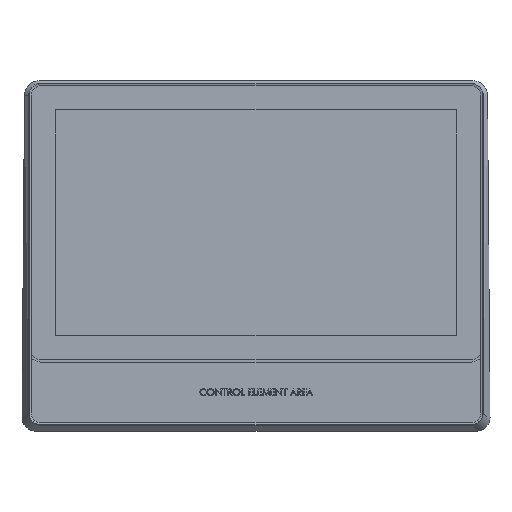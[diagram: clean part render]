
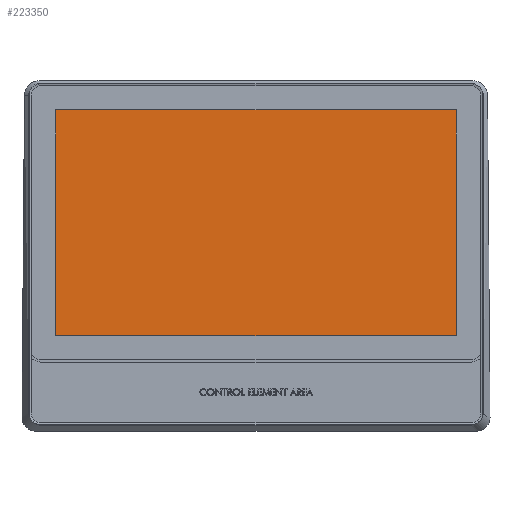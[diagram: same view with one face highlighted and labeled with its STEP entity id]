
A CAD part, top view. The second image highlights one B-rep face of the part: STEP entity #223350.
In plain terms, the highlighted planar face has unit normal (0, 0, 1).
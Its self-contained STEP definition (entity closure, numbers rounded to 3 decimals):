
#2232 = DIRECTION ( 'NONE',  ( 1., 0., 0. ) ) ;
#2632 = VERTEX_POINT ( 'NONE', #24153 ) ;
#6890 = DIRECTION ( 'NONE',  ( -1., 0., 0. ) ) ;
#8594 = DIRECTION ( 'NONE',  ( 0., -1., 0. ) ) ;
#10884 = CARTESIAN_POINT ( 'NONE',  ( -204.4, -115.2, 0.09 ) ) ;
#14106 = EDGE_CURVE ( 'NONE', #205077, #40880, #65057, .T. ) ;
#24153 = CARTESIAN_POINT ( 'NONE',  ( -204.4, 115.2, 0.09 ) ) ;
#33684 = CARTESIAN_POINT ( 'NONE',  ( 204.4, -115.2, 0.09 ) ) ;
#36972 = ORIENTED_EDGE ( 'NONE', *, *, #245288, .T. ) ;
#40482 = EDGE_CURVE ( 'NONE', #40880, #2632, #187111, .T. ) ;
#40880 = VERTEX_POINT ( 'NONE', #212424 ) ;
#41551 = CARTESIAN_POINT ( 'NONE',  ( 0., 0., 0.09 ) ) ;
#44454 = VECTOR ( 'NONE', #8594, 1000. ) ;
#65057 = LINE ( 'NONE', #165107, #69111 ) ;
#69111 = VECTOR ( 'NONE', #225529, 1000. ) ;
#78026 = VECTOR ( 'NONE', #6890, 1000. ) ;
#79143 = CARTESIAN_POINT ( 'NONE',  ( -204.4, -115.2, 0.09 ) ) ;
#83566 = LINE ( 'NONE', #203264, #44454 ) ;
#98873 = LINE ( 'NONE', #79143, #138897 ) ;
#138897 = VECTOR ( 'NONE', #239593, 1000. ) ;
#141197 = VERTEX_POINT ( 'NONE', #10884 ) ;
#141497 = AXIS2_PLACEMENT_3D ( 'NONE', #41551, #166596, #2232 ) ;
#165107 = CARTESIAN_POINT ( 'NONE',  ( 204.4, -115.2, 0.09 ) ) ;
#165267 = PLANE ( 'NONE',  #141497 ) ;
#166596 = DIRECTION ( 'NONE',  ( 0., 0., 1. ) ) ;
#167508 = ORIENTED_EDGE ( 'NONE', *, *, #198017, .T. ) ;
#187111 = LINE ( 'NONE', #251297, #78026 ) ;
#190782 = EDGE_LOOP ( 'NONE', ( #167508, #213558, #194647, #36972 ) ) ;
#194647 = ORIENTED_EDGE ( 'NONE', *, *, #40482, .T. ) ;
#198017 = EDGE_CURVE ( 'NONE', #141197, #205077, #98873, .T. ) ;
#203264 = CARTESIAN_POINT ( 'NONE',  ( -204.4, -115.2, 0.09 ) ) ;
#205077 = VERTEX_POINT ( 'NONE', #33684 ) ;
#212424 = CARTESIAN_POINT ( 'NONE',  ( 204.4, 115.2, 0.09 ) ) ;
#213558 = ORIENTED_EDGE ( 'NONE', *, *, #14106, .T. ) ;
#223350 = ADVANCED_FACE ( 'NONE', ( #247944 ), #165267, .T. ) ;
#225529 = DIRECTION ( 'NONE',  ( 0., 1., 0. ) ) ;
#239593 = DIRECTION ( 'NONE',  ( 1., 0., 0. ) ) ;
#245288 = EDGE_CURVE ( 'NONE', #2632, #141197, #83566, .T. ) ;
#247944 = FACE_OUTER_BOUND ( 'NONE', #190782, .T. ) ;
#251297 = CARTESIAN_POINT ( 'NONE',  ( -204.4, 115.2, 0.09 ) ) ;
